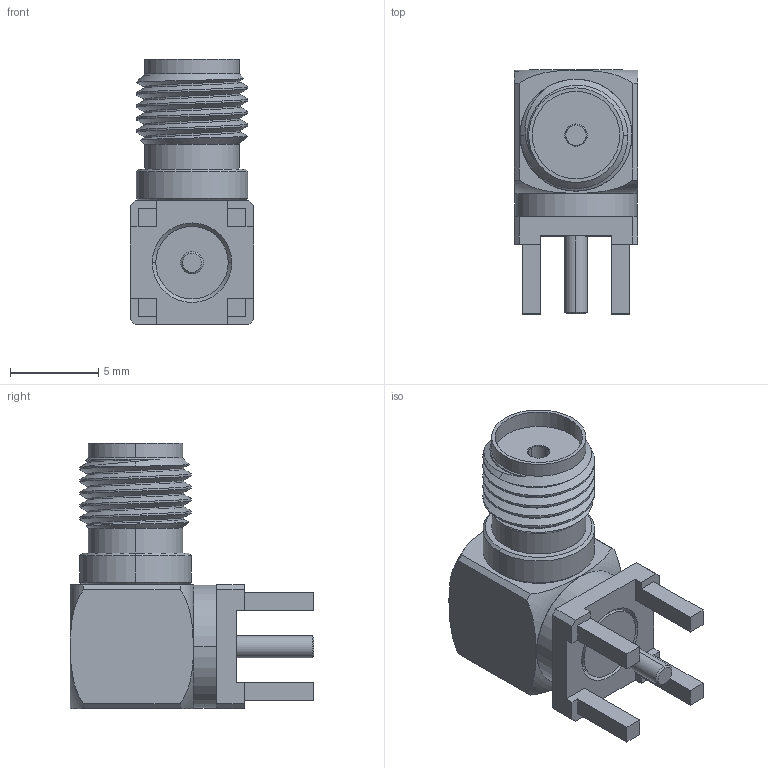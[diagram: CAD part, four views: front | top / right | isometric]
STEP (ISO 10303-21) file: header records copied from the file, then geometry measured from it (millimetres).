
FILE_DESCRIPTION(('STEP AP203'),'1');
FILE_NAME('60311002111526.stp','2021-03-13T07:08:45',('TraceParts'),('TraceParts S.A.'),'Spatial InterOp 3D',' ',' ');
FILE_SCHEMA(('CONFIG_CONTROL_DESIGN'));
Length unit declared in the file: millimetre
Products named in the file (1): 1
Bounding box: 7 x 13.8 x 15 mm (x, y, z)
Volume: 656.3 mm3; surface area: 683.2 mm2
Topology: 1 solids, 1 shells, 119 faces, 317 edges, 208 vertices
Faces by surface type: plane 54, cylinder 41, cone 18, torus 4, bspline 2
Entity records: 6571 total; most frequent: CARTESIAN_POINT 3683, ORIENTED_EDGE 634, DIRECTION 557, EDGE_CURVE 317, VERTEX_POINT 208, AXIS2_PLACEMENT_3D 198, LINE 161, VECTOR 161
